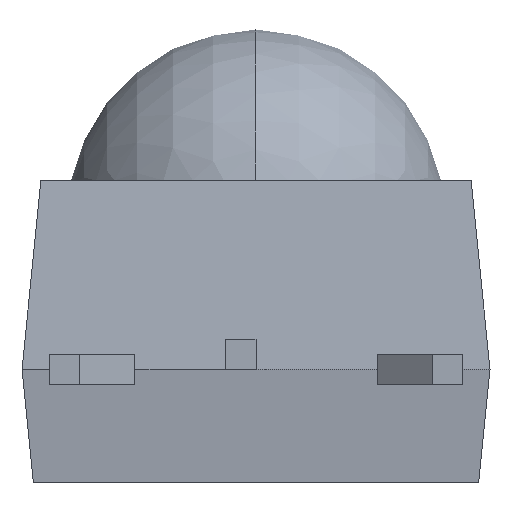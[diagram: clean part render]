
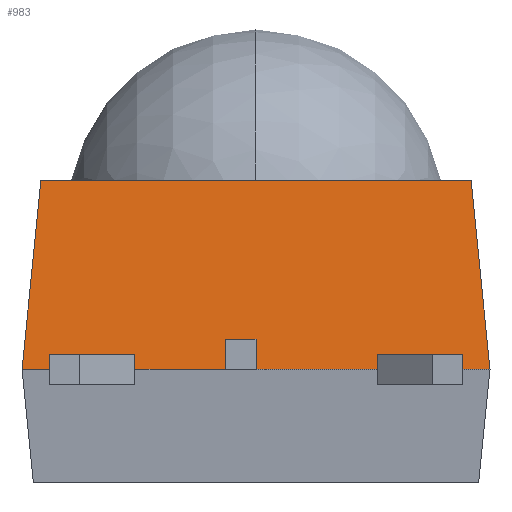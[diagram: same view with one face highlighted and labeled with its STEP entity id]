
A CAD part, front view. The second image highlights one B-rep face of the part: STEP entity #983.
In plain terms, the highlighted planar face has unit normal (0, -0.995, 0.1).
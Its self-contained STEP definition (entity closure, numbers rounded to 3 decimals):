
#33 = LINE ( 'NONE', #206, #486 ) ;
#51 = LINE ( 'NONE', #927, #655 ) ;
#97 = VERTEX_POINT ( 'NONE', #1080 ) ;
#142 = VERTEX_POINT ( 'NONE', #668 ) ;
#206 = CARTESIAN_POINT ( 'NONE',  ( 3.1, -3.25, 2.5 ) ) ;
#220 = CARTESIAN_POINT ( 'NONE',  ( 3.1, -3.5, 0. ) ) ;
#254 = ORIENTED_EDGE ( 'NONE', *, *, #449, .T. ) ;
#304 = DIRECTION ( 'NONE',  ( -1., 0., 0. ) ) ;
#355 = VECTOR ( 'NONE', #1005, 1000. ) ;
#389 = CARTESIAN_POINT ( 'NONE',  ( -2.818, -3.218, 2.819 ) ) ;
#426 = VERTEX_POINT ( 'NONE', #750 ) ;
#438 = EDGE_CURVE ( 'NONE', #142, #426, #33, .T. ) ;
#449 = EDGE_CURVE ( 'NONE', #142, #97, #926, .T. ) ;
#464 = DIRECTION ( 'NONE',  ( -0.099, 0.099, 0.99 ) ) ;
#477 = EDGE_CURVE ( 'NONE', #986, #97, #738, .T. ) ;
#486 = VECTOR ( 'NONE', #493, 1000. ) ;
#493 = DIRECTION ( 'NONE',  ( 1., 0., 0. ) ) ;
#579 = FACE_OUTER_BOUND ( 'NONE', #951, .T. ) ;
#629 = ORIENTED_EDGE ( 'NONE', *, *, #1038, .T. ) ;
#649 = CARTESIAN_POINT ( 'NONE',  ( 0., -3.25, 2.5 ) ) ;
#655 = VECTOR ( 'NONE', #464, 1000. ) ;
#668 = CARTESIAN_POINT ( 'NONE',  ( -2.85, -3.25, 2.5 ) ) ;
#738 = LINE ( 'NONE', #1089, #355 ) ;
#748 = PLANE ( 'NONE',  #1040 ) ;
#750 = CARTESIAN_POINT ( 'NONE',  ( 2.85, -3.25, 2.5 ) ) ;
#806 = ORIENTED_EDGE ( 'NONE', *, *, #477, .F. ) ;
#878 = ORIENTED_EDGE ( 'NONE', *, *, #438, .F. ) ;
#905 = DIRECTION ( 'NONE',  ( 0., -0.995, 0.1 ) ) ;
#926 = LINE ( 'NONE', #389, #1054 ) ;
#927 = CARTESIAN_POINT ( 'NONE',  ( 2.818, -3.218, 2.819 ) ) ;
#951 = EDGE_LOOP ( 'NONE', ( #254, #806, #629, #878 ) ) ;
#983 = ADVANCED_FACE ( 'NONE', ( #579 ), #748, .T. ) ;
#986 = VERTEX_POINT ( 'NONE', #220 ) ;
#1005 = DIRECTION ( 'NONE',  ( -1., 0., 0. ) ) ;
#1010 = DIRECTION ( 'NONE',  ( -0.099, -0.099, -0.99 ) ) ;
#1038 = EDGE_CURVE ( 'NONE', #986, #426, #51, .T. ) ;
#1040 = AXIS2_PLACEMENT_3D ( 'NONE', #649, #905, #304 ) ;
#1054 = VECTOR ( 'NONE', #1010, 1000. ) ;
#1080 = CARTESIAN_POINT ( 'NONE',  ( -3.1, -3.5, 0. ) ) ;
#1089 = CARTESIAN_POINT ( 'NONE',  ( -3.1, -3.5, 0. ) ) ;
